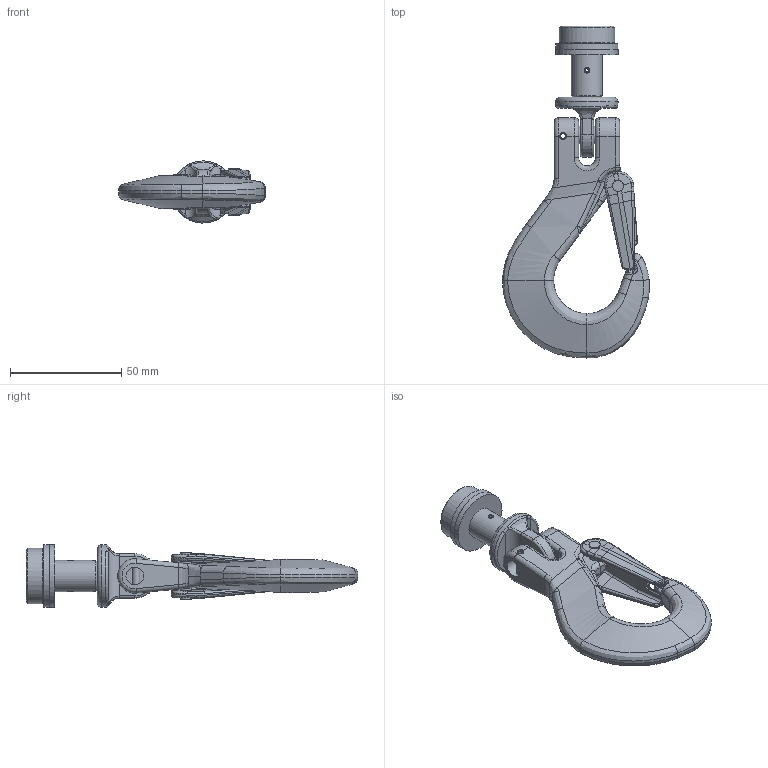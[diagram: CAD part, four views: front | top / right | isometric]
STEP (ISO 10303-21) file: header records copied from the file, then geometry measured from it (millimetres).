
FILE_DESCRIPTION(/* description */ ('CROCHET Ø14 CE'),/* implementation_level */ '2;1');
FILE_NAME(/* name */ '8632.stp',/* time_stamp */ '2019-08-05T09:40:04+02:00',/* author */ ('DOMINIQUE'),/* organization */ (''),/* preprocessor_version */ 'ST-DEVELOPER v17.2',/* originating_system */ 'Autodesk Inventor 2019',/* authorisation */ '');
FILE_SCHEMA (('AUTOMOTIVE_DESIGN { 1 0 10303 214 3 1 1 }'));
Length unit declared in the file: millimetre
Products named in the file (1): 8632
Bounding box: 66.14 x 149.5 x 28 mm (x, y, z)
Volume: 55267.8 mm3; surface area: 20512.8 mm2
Topology: 2 solids, 3 shells, 448 faces, 1131 edges, 671 vertices
Faces by surface type: bspline 172, cylinder 131, plane 104, torus 22, sphere 10, cone 9
Full cylindrical faces by diameter (mm): 2.5 x1, 3 x2, 5 x5, 6 x1, 6.647 x2, 8 x3, 14 x1, 14.2 x1, 14.5 x1, 25 x1, 28 x3
Entity records: 22570 total; most frequent: CARTESIAN_POINT 12414, ORIENTED_EDGE 2228, DIRECTION 1754, EDGE_CURVE 1114, AXIS2_PLACEMENT_3D 717, VERTEX_POINT 671, EDGE_LOOP 467, STYLED_ITEM 450
